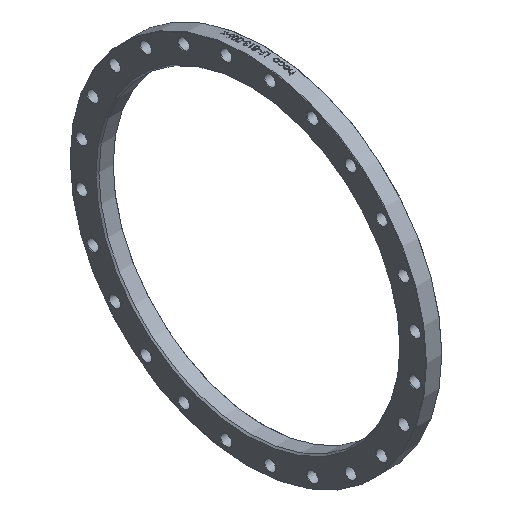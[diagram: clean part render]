
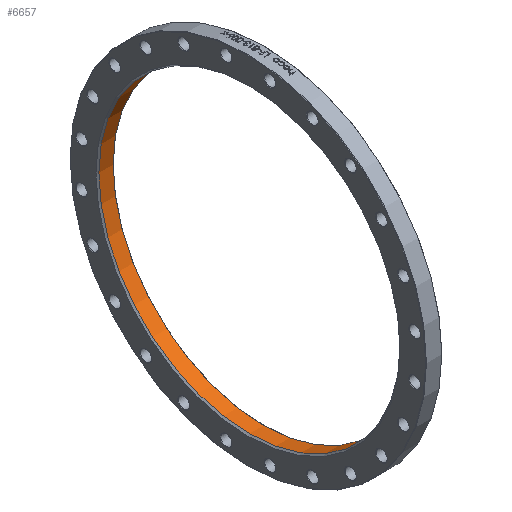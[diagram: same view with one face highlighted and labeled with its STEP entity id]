
A CAD part, isometric view. The second image highlights one B-rep face of the part: STEP entity #6657.
In plain terms, the highlighted cylindrical face has radius 412 mm (diameter 824 mm), a full revolution.
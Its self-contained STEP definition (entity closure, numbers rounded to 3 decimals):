
#1020 = ORIENTED_EDGE ( 'NONE', *, *, #7134, .T. ) ;
#1100 = CIRCLE ( 'NONE', #4549, 412. ) ;
#2061 = CARTESIAN_POINT ( 'NONE',  ( 4., 0., 0. ) ) ;
#2155 = ORIENTED_EDGE ( 'NONE', *, *, #3874, .T. ) ;
#2382 = AXIS2_PLACEMENT_3D ( 'NONE', #6179, #7568, #5584 ) ;
#2835 = CYLINDRICAL_SURFACE ( 'NONE', #2382, 412. ) ;
#3151 = CARTESIAN_POINT ( 'NONE',  ( 43., 0., 0. ) ) ;
#3398 = DIRECTION ( 'NONE',  ( -1., 0., 0. ) ) ;
#3451 = VERTEX_POINT ( 'NONE', #6211 ) ;
#3874 = EDGE_CURVE ( 'NONE', #3451, #3451, #1100, .T. ) ;
#4549 = AXIS2_PLACEMENT_3D ( 'NONE', #3151, #4557, #8554 ) ;
#4557 = DIRECTION ( 'NONE',  ( 1., 0., 0. ) ) ;
#5513 = EDGE_LOOP ( 'NONE', ( #2155 ) ) ;
#5584 = DIRECTION ( 'NONE',  ( 0., 0., 1. ) ) ;
#6107 = DIRECTION ( 'NONE',  ( 0., 0., -1. ) ) ;
#6179 = CARTESIAN_POINT ( 'NONE',  ( 0., 0., 0. ) ) ;
#6211 = CARTESIAN_POINT ( 'NONE',  ( 43., 0., 412. ) ) ;
#6270 = CARTESIAN_POINT ( 'NONE',  ( 4., 0., -412. ) ) ;
#6657 = ADVANCED_FACE ( 'NONE', ( #8886, #7479 ), #2835, .F. ) ;
#6943 = EDGE_LOOP ( 'NONE', ( #1020 ) ) ;
#6988 = CIRCLE ( 'NONE', #8007, 412. ) ;
#7134 = EDGE_CURVE ( 'NONE', #8206, #8206, #6988, .T. ) ;
#7479 = FACE_OUTER_BOUND ( 'NONE', #5513, .T. ) ;
#7568 = DIRECTION ( 'NONE',  ( -1., 0., 0. ) ) ;
#8007 = AXIS2_PLACEMENT_3D ( 'NONE', #2061, #3398, #6107 ) ;
#8206 = VERTEX_POINT ( 'NONE', #6270 ) ;
#8554 = DIRECTION ( 'NONE',  ( 0., 0., 1. ) ) ;
#8886 = FACE_OUTER_BOUND ( 'NONE', #6943, .T. ) ;
